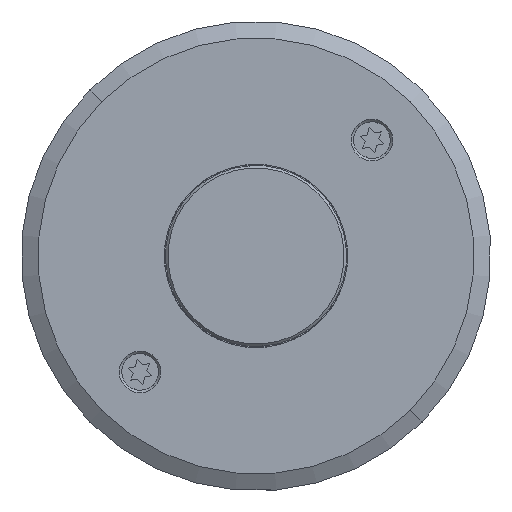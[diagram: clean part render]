
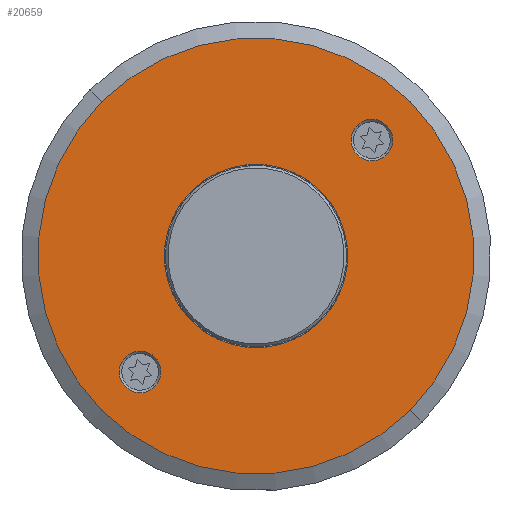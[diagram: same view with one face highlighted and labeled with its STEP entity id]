
A CAD part, left-side view. The second image highlights one B-rep face of the part: STEP entity #20659.
In plain terms, the highlighted planar face has unit normal (-1, 0, 0).
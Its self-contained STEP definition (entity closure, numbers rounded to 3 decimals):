
#712 = FACE_BOUND ( 'NONE', #15470, .T. ) ;
#1394 = DIRECTION ( 'NONE',  ( 0., -0.707, -0.707 ) ) ;
#1410 = EDGE_CURVE ( 'NONE', #19833, #16548, #27498, .T. ) ;
#1469 = CIRCLE ( 'NONE', #27401, 44.536 ) ;
#1583 = CARTESIAN_POINT ( 'NONE',  ( -26.3, -23.688, 23.688 ) ) ;
#2138 = DIRECTION ( 'NONE',  ( 1., 0., 0. ) ) ;
#2186 = DIRECTION ( 'NONE',  ( 1., 0., 0. ) ) ;
#2584 = DIRECTION ( 'NONE',  ( 1., 0., 0. ) ) ;
#3722 = VERTEX_POINT ( 'NONE', #10124 ) ;
#3822 = DIRECTION ( 'NONE',  ( -1., 0., 0. ) ) ;
#4188 = AXIS2_PLACEMENT_3D ( 'NONE', #19762, #6404, #4426 ) ;
#4426 = DIRECTION ( 'NONE',  ( 0., -0.707, -0.707 ) ) ;
#5085 = PLANE ( 'NONE',  #17039 ) ;
#5193 = CARTESIAN_POINT ( 'NONE',  ( -26.3, 13.258, 13.258 ) ) ;
#6404 = DIRECTION ( 'NONE',  ( 1., 0., 0. ) ) ;
#6620 = CARTESIAN_POINT ( 'NONE',  ( -26.3, -26.693, 20.683 ) ) ;
#6654 = CIRCLE ( 'NONE', #16692, 18.75 ) ;
#6681 = EDGE_CURVE ( 'NONE', #23188, #8830, #6654, .T. ) ;
#7165 = DIRECTION ( 'NONE',  ( 0., -0.707, -0.707 ) ) ;
#7967 = DIRECTION ( 'NONE',  ( 0., 0.707, 0.707 ) ) ;
#8830 = VERTEX_POINT ( 'NONE', #10681 ) ;
#9285 = CARTESIAN_POINT ( 'NONE',  ( -26.3, 0., 0. ) ) ;
#9568 = EDGE_CURVE ( 'NONE', #16548, #19833, #22573, .T. ) ;
#10124 = CARTESIAN_POINT ( 'NONE',  ( -26.3, 31.492, 31.492 ) ) ;
#10214 = CIRCLE ( 'NONE', #23383, 44.536 ) ;
#10447 = CIRCLE ( 'NONE', #26906, 18.75 ) ;
#10572 = DIRECTION ( 'NONE',  ( 0., -0.707, -0.707 ) ) ;
#10681 = CARTESIAN_POINT ( 'NONE',  ( -26.3, -13.258, -13.258 ) ) ;
#11033 = ORIENTED_EDGE ( 'NONE', *, *, #14505, .T. ) ;
#11105 = DIRECTION ( 'NONE',  ( 0., -0.707, -0.707 ) ) ;
#11378 = CARTESIAN_POINT ( 'NONE',  ( -26.3, 26.693, -20.683 ) ) ;
#11492 = CARTESIAN_POINT ( 'NONE',  ( -26.3, 0., 0. ) ) ;
#11536 = DIRECTION ( 'NONE',  ( -1., 0., 0. ) ) ;
#12066 = AXIS2_PLACEMENT_3D ( 'NONE', #15591, #2186, #11105 ) ;
#12287 = EDGE_LOOP ( 'NONE', ( #25464, #26772 ) ) ;
#12359 = VERTEX_POINT ( 'NONE', #6620 ) ;
#12461 = DIRECTION ( 'NONE',  ( 1., 0., 0. ) ) ;
#12557 = CARTESIAN_POINT ( 'NONE',  ( -26.3, -31.492, -31.492 ) ) ;
#12762 = VERTEX_POINT ( 'NONE', #21309 ) ;
#12962 = EDGE_CURVE ( 'NONE', #15399, #3722, #10214, .T. ) ;
#13281 = CIRCLE ( 'NONE', #19654, 4.25 ) ;
#14234 = ORIENTED_EDGE ( 'NONE', *, *, #1410, .T. ) ;
#14505 = EDGE_CURVE ( 'NONE', #12762, #12359, #20577, .T. ) ;
#15399 = VERTEX_POINT ( 'NONE', #12557 ) ;
#15470 = EDGE_LOOP ( 'NONE', ( #17110, #20707 ) ) ;
#15591 = CARTESIAN_POINT ( 'NONE',  ( -26.3, 23.688, -23.688 ) ) ;
#16091 = FACE_OUTER_BOUND ( 'NONE', #12287, .T. ) ;
#16548 = VERTEX_POINT ( 'NONE', #11378 ) ;
#16692 = AXIS2_PLACEMENT_3D ( 'NONE', #11492, #2584, #27029 ) ;
#17039 = AXIS2_PLACEMENT_3D ( 'NONE', #18316, #20519, #7165 ) ;
#17110 = ORIENTED_EDGE ( 'NONE', *, *, #28937, .T. ) ;
#18194 = EDGE_LOOP ( 'NONE', ( #21223, #11033 ) ) ;
#18316 = CARTESIAN_POINT ( 'NONE',  ( -26.3, -13.258, 13.258 ) ) ;
#19654 = AXIS2_PLACEMENT_3D ( 'NONE', #28415, #21837, #10572 ) ;
#19762 = CARTESIAN_POINT ( 'NONE',  ( -26.3, 23.688, -23.688 ) ) ;
#19833 = VERTEX_POINT ( 'NONE', #24420 ) ;
#20013 = AXIS2_PLACEMENT_3D ( 'NONE', #1583, #12461, #1394 ) ;
#20519 = DIRECTION ( 'NONE',  ( -1., 0., 0. ) ) ;
#20577 = CIRCLE ( 'NONE', #20013, 4.25 ) ;
#20659 = ADVANCED_FACE ( 'NONE', ( #712, #28337, #27640, #16091 ), #5085, .T. ) ;
#20707 = ORIENTED_EDGE ( 'NONE', *, *, #6681, .T. ) ;
#21223 = ORIENTED_EDGE ( 'NONE', *, *, #21243, .T. ) ;
#21243 = EDGE_CURVE ( 'NONE', #12359, #12762, #13281, .T. ) ;
#21309 = CARTESIAN_POINT ( 'NONE',  ( -26.3, -20.683, 26.693 ) ) ;
#21837 = DIRECTION ( 'NONE',  ( 1., 0., 0. ) ) ;
#22573 = CIRCLE ( 'NONE', #4188, 4.25 ) ;
#23043 = DIRECTION ( 'NONE',  ( 0., 0.707, 0.707 ) ) ;
#23188 = VERTEX_POINT ( 'NONE', #5193 ) ;
#23383 = AXIS2_PLACEMENT_3D ( 'NONE', #9285, #11536, #23043 ) ;
#24420 = CARTESIAN_POINT ( 'NONE',  ( -26.3, 20.683, -26.693 ) ) ;
#24533 = CARTESIAN_POINT ( 'NONE',  ( -26.3, 0., 0. ) ) ;
#24923 = EDGE_CURVE ( 'NONE', #3722, #15399, #1469, .T. ) ;
#25464 = ORIENTED_EDGE ( 'NONE', *, *, #24923, .T. ) ;
#26086 = ORIENTED_EDGE ( 'NONE', *, *, #9568, .T. ) ;
#26772 = ORIENTED_EDGE ( 'NONE', *, *, #12962, .T. ) ;
#26906 = AXIS2_PLACEMENT_3D ( 'NONE', #24533, #2138, #29040 ) ;
#27029 = DIRECTION ( 'NONE',  ( 0., -0.707, -0.707 ) ) ;
#27401 = AXIS2_PLACEMENT_3D ( 'NONE', #28270, #3822, #7967 ) ;
#27498 = CIRCLE ( 'NONE', #12066, 4.25 ) ;
#27640 = FACE_BOUND ( 'NONE', #18194, .T. ) ;
#28270 = CARTESIAN_POINT ( 'NONE',  ( -26.3, 0., 0. ) ) ;
#28337 = FACE_BOUND ( 'NONE', #28509, .T. ) ;
#28415 = CARTESIAN_POINT ( 'NONE',  ( -26.3, -23.688, 23.688 ) ) ;
#28509 = EDGE_LOOP ( 'NONE', ( #14234, #26086 ) ) ;
#28937 = EDGE_CURVE ( 'NONE', #8830, #23188, #10447, .T. ) ;
#29040 = DIRECTION ( 'NONE',  ( 0., -0.707, -0.707 ) ) ;
